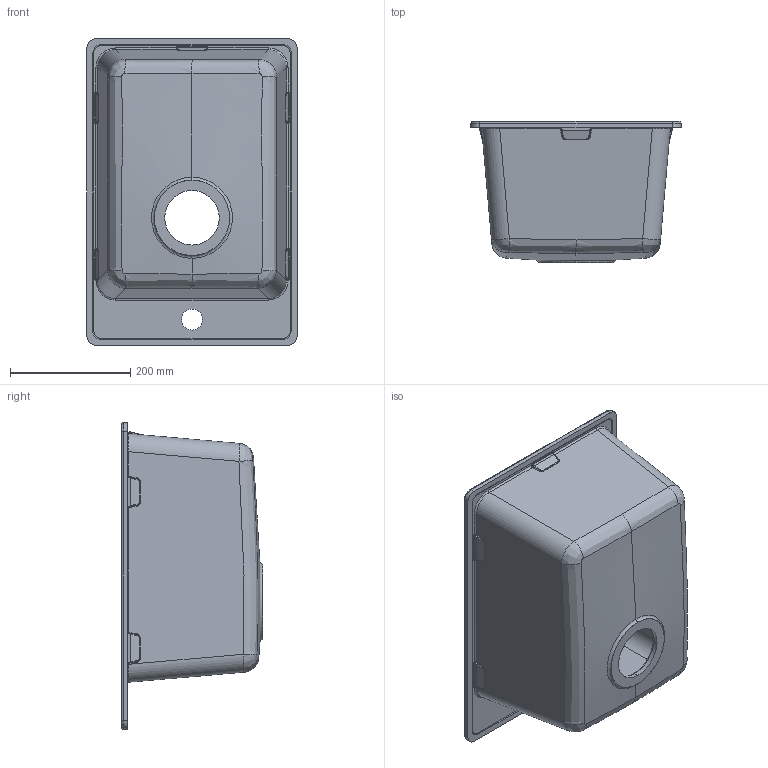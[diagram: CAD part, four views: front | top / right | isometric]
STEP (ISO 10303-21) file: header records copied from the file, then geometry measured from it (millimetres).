
FILE_DESCRIPTION((''),'2;1');
FILE_NAME('SKS1420-350510236-20201225','2021-05-14T',('Administrator'),(''),'CREO PARAMETRIC BY PTC INC, 2017170','CREO PARAMETRIC BY PTC INC, 2017170','');
FILE_SCHEMA(('CONFIG_CONTROL_DESIGN'));
Length unit declared in the file: millimetre
Products named in the file (1): SKS1420-350510236-20201225
Bounding box: 350 x 235 x 510 mm (x, y, z)
Volume: 3758782.7 mm3; surface area: 850218.5 mm2
Topology: 1 solids, 1 shells, 279 faces, 659 edges, 384 vertices
Faces by surface type: bspline 140, cylinder 80, plane 41, cone 12, torus 6
Entity records: 15430 total; most frequent: CARTESIAN_POINT 10018, ORIENTED_EDGE 1318, DIRECTION 849, EDGE_CURVE 659, VERTEX_POINT 384, AXIS2_PLACEMENT_3D 340, B_SPLINE_CURVE_WITH_KNOTS 289, EDGE_LOOP 285
